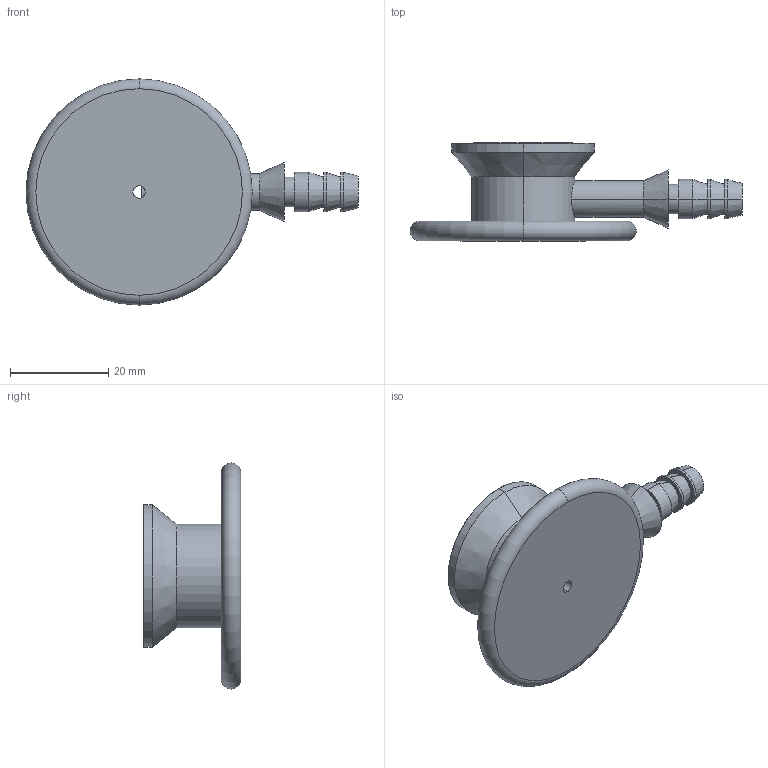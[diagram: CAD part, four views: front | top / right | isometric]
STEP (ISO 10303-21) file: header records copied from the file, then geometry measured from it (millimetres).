
FILE_DESCRIPTION (( 'STEP AP214' ), '1' );
FILE_NAME ('Stethoscope.STEP', '2020-07-03T16:57:11', ( '' ), ( '' ), 'SwSTEP 2.0', 'SolidWorks 2020', '' );
FILE_SCHEMA (( 'AUTOMOTIVE_DESIGN' ));
Length unit declared in the file: millimetre
Products named in the file (1): Stethoscope
Bounding box: 67.5 x 19.88 x 46 mm (x, y, z)
Volume: 12705.1 mm3; surface area: 6790.8 mm2
Topology: 1 solids, 1 shells, 48 faces, 96 edges, 58 vertices
Faces by surface type: cylinder 23, cone 10, plane 9, torus 6
Entity records: 1855 total; most frequent: CARTESIAN_POINT 377, DIRECTION 242, ORIENTED_EDGE 192, AXIS2_PLACEMENT_3D 105, EDGE_CURVE 96, EDGE_LOOP 58, VERTEX_POINT 58, CIRCLE 56
